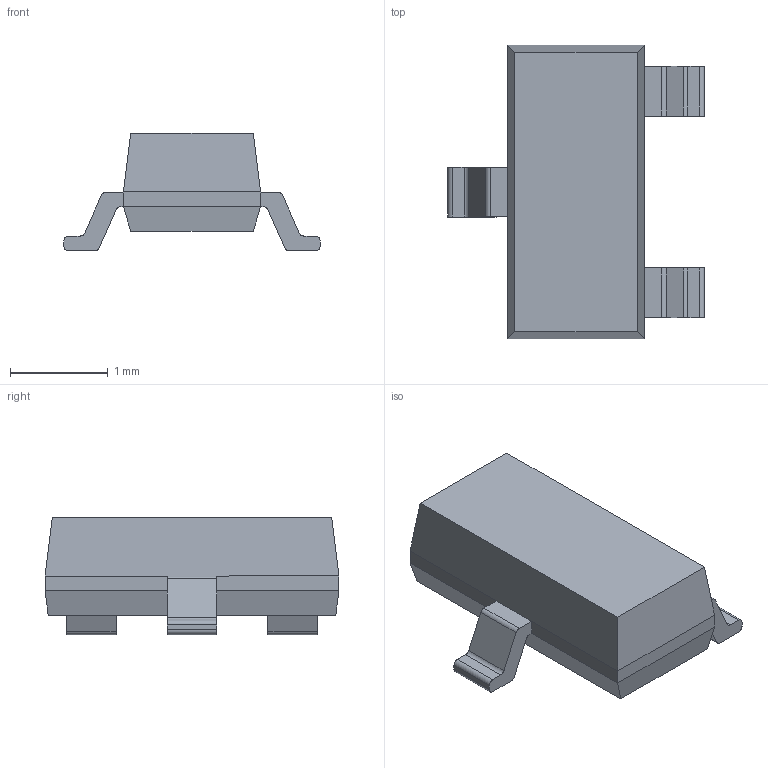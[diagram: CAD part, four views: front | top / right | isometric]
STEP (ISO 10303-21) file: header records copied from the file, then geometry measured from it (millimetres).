
FILE_DESCRIPTION(('FreeCAD Model'),'2;1');
FILE_NAME('SOT23.stp', '2014-10-30T22:18:29',('FreeCAD'),('FreeCAD'), 'Open CASCADE STEP processor 6.6','FreeCAD','Unknown');
FILE_SCHEMA(('AUTOMOTIVE_DESIGN_CC2 { 1 2 10303 214 -1 1 5 4 }'));
Length unit declared in the file: millimetre
Products named in the file (2): Cut; Fusion001
Bounding box: 2.62 x 3 x 1.2 mm (x, y, z)
Volume: 4.2 mm3; surface area: 20 mm2
Topology: 4 solids, 4 shells, 62 faces, 154 edges, 100 vertices
Faces by surface type: plane 44, cylinder 18
Entity records: 3720 total; most frequent: CARTESIAN_POINT 869, DIRECTION 434, ORIENTED_EDGE 308, PCURVE 308, DEFINITIONAL_REPRESENTATION 308, LINE 230, VECTOR 230, B_SPLINE_CURVE_WITH_KNOTS 160
